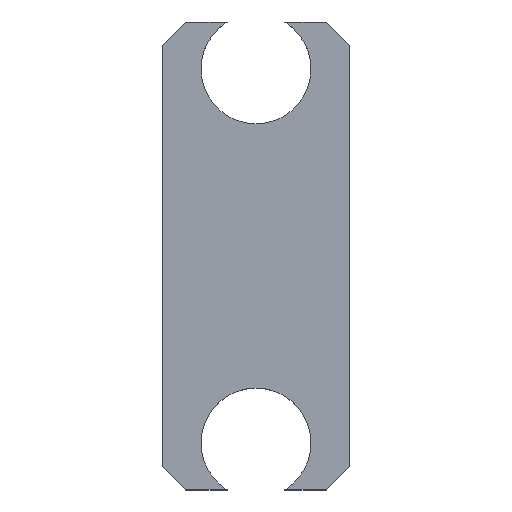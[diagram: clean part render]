
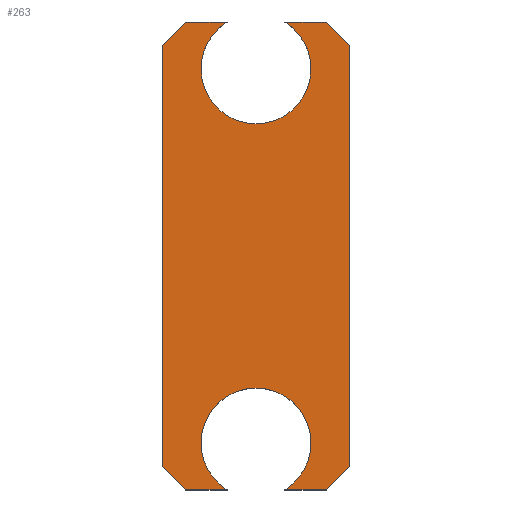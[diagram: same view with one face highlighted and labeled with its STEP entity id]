
A CAD part, top view. The second image highlights one B-rep face of the part: STEP entity #263.
In plain terms, the highlighted planar face has unit normal (0, 0, 1).
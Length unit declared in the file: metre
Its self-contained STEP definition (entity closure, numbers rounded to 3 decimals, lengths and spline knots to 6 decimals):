
#12=CIRCLE('',#285,0.00235);
#14=CIRCLE('',#291,0.00235);
#62=ORIENTED_EDGE('',*,*,#110,.T.);
#63=ORIENTED_EDGE('',*,*,#122,.T.);
#64=ORIENTED_EDGE('',*,*,#105,.F.);
#65=ORIENTED_EDGE('',*,*,#102,.F.);
#66=ORIENTED_EDGE('',*,*,#100,.F.);
#67=ORIENTED_EDGE('',*,*,#123,.T.);
#68=ORIENTED_EDGE('',*,*,#94,.F.);
#69=ORIENTED_EDGE('',*,*,#124,.T.);
#70=ORIENTED_EDGE('',*,*,#90,.T.);
#71=ORIENTED_EDGE('',*,*,#116,.T.);
#72=ORIENTED_EDGE('',*,*,#114,.T.);
#73=ORIENTED_EDGE('',*,*,#125,.T.);
#90=EDGE_CURVE('',#126,#127,#150,.T.);
#94=EDGE_CURVE('',#130,#131,#154,.T.);
#100=EDGE_CURVE('',#136,#137,#160,.T.);
#102=EDGE_CURVE('',#137,#138,#12,.T.);
#105=EDGE_CURVE('',#138,#140,#163,.T.);
#110=EDGE_CURVE('',#145,#144,#168,.T.);
#114=EDGE_CURVE('',#149,#148,#172,.T.);
#116=EDGE_CURVE('',#127,#149,#14,.T.);
#122=EDGE_CURVE('',#144,#140,#178,.T.);
#123=EDGE_CURVE('',#136,#131,#179,.F.);
#124=EDGE_CURVE('',#130,#126,#180,.T.);
#125=EDGE_CURVE('',#148,#145,#181,.F.);
#126=VERTEX_POINT('',#372);
#127=VERTEX_POINT('',#373);
#130=VERTEX_POINT('',#381);
#131=VERTEX_POINT('',#382);
#136=VERTEX_POINT('',#393);
#137=VERTEX_POINT('',#395);
#138=VERTEX_POINT('',#399);
#140=VERTEX_POINT('',#405);
#144=VERTEX_POINT('',#414);
#145=VERTEX_POINT('',#416);
#148=VERTEX_POINT('',#423);
#149=VERTEX_POINT('',#425);
#150=LINE('',#371,#182);
#154=LINE('',#380,#186);
#160=LINE('',#394,#192);
#163=LINE('',#404,#195);
#168=LINE('',#415,#200);
#172=LINE('',#424,#204);
#178=LINE('',#436,#210);
#179=LINE('',#437,#211);
#180=LINE('',#438,#212);
#181=LINE('',#439,#213);
#182=VECTOR('',#303,1.);
#186=VECTOR('',#309,1.);
#192=VECTOR('',#317,1.);
#195=VECTOR('',#328,1.);
#200=VECTOR('',#335,1.);
#204=VECTOR('',#341,1.);
#210=VECTOR('',#357,1.);
#211=VECTOR('',#358,1.);
#212=VECTOR('',#359,1.);
#213=VECTOR('',#360,1.);
#223=EDGE_LOOP('',(#62,#63,#64,#65,#66,#67,#68,#69,#70,#71,#72,#73));
#237=FACE_BOUND('',#223,.T.);
#249=PLANE('',#294);
#263=ADVANCED_FACE('',(#237),#249,.F.);
#285=AXIS2_PLACEMENT_3D('',#398,#321,#322);
#291=AXIS2_PLACEMENT_3D('',#428,#345,#346);
#294=AXIS2_PLACEMENT_3D('',#435,#355,#356);
#303=DIRECTION('',(1.,0.,0.));
#309=DIRECTION('',(0.,1.,0.));
#317=DIRECTION('',(1.,0.,0.));
#321=DIRECTION('',(0.,0.,1.));
#322=DIRECTION('',(1.,0.,0.));
#328=DIRECTION('',(1.,0.,0.));
#335=DIRECTION('',(0.,1.,0.));
#341=DIRECTION('',(1.,0.,0.));
#345=DIRECTION('',(0.,0.,-1.));
#346=DIRECTION('',(1.,0.,0.));
#355=DIRECTION('',(0.,0.,-1.));
#356=DIRECTION('',(1.,0.,0.));
#357=DIRECTION('',(-0.707,0.707,0.));
#358=DIRECTION('',(0.707,0.707,0.));
#359=DIRECTION('',(0.707,-0.707,0.));
#360=DIRECTION('',(-0.707,-0.707,0.));
#371=CARTESIAN_POINT('',(-0.001383,0.013684,-0.003));
#372=CARTESIAN_POINT('',(-0.001766,0.013684,-0.003));
#373=CARTESIAN_POINT('',(0.,0.013684,-0.003));
#380=CARTESIAN_POINT('',(-0.002766,0.023684,-0.003));
#381=CARTESIAN_POINT('',(-0.002766,0.014684,-0.003));
#382=CARTESIAN_POINT('',(-0.002766,0.032684,-0.003));
#393=CARTESIAN_POINT('',(-0.001766,0.033684,-0.003));
#394=CARTESIAN_POINT('',(-0.001383,0.033684,-0.003));
#395=CARTESIAN_POINT('',(0.,0.033684,-0.003));
#398=CARTESIAN_POINT('',(0.001234,0.031684,-0.003));
#399=CARTESIAN_POINT('',(0.002468,0.033684,-0.003));
#404=CARTESIAN_POINT('',(0.003851,0.033684,-0.003));
#405=CARTESIAN_POINT('',(0.004234,0.033684,-0.003));
#414=CARTESIAN_POINT('',(0.005234,0.032684,-0.003));
#415=CARTESIAN_POINT('',(0.005234,0.023684,-0.003));
#416=CARTESIAN_POINT('',(0.005234,0.014684,-0.003));
#423=CARTESIAN_POINT('',(0.004234,0.013684,-0.003));
#424=CARTESIAN_POINT('',(0.003851,0.013684,-0.003));
#425=CARTESIAN_POINT('',(0.002468,0.013684,-0.003));
#428=CARTESIAN_POINT('',(0.001234,0.015684,-0.003));
#435=CARTESIAN_POINT('',(0.001234,0.023684,-0.003));
#436=CARTESIAN_POINT('',(0.005234,0.032684,-0.003));
#437=CARTESIAN_POINT('',(-0.001766,0.033684,-0.003));
#438=CARTESIAN_POINT('',(-0.002766,0.014684,-0.003));
#439=CARTESIAN_POINT('',(0.004234,0.013684,-0.003));
